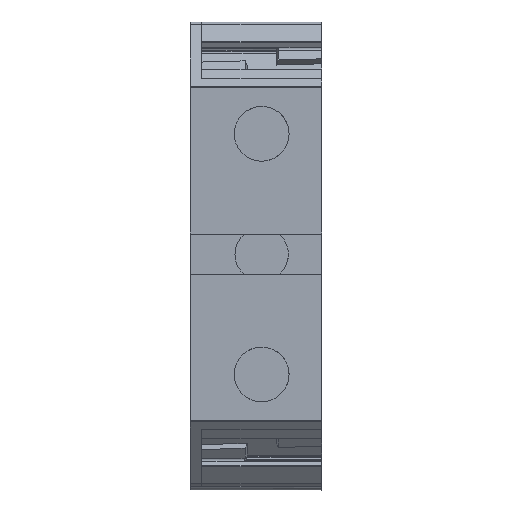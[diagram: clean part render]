
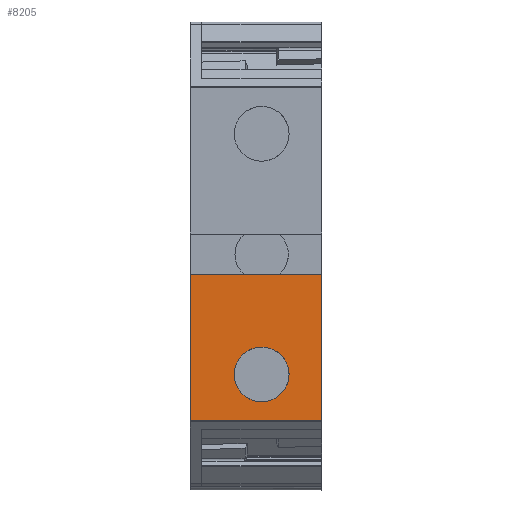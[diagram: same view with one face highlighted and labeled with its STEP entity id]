
A CAD part, top view. The second image highlights one B-rep face of the part: STEP entity #8205.
In plain terms, the highlighted planar face has unit normal (0, 0, 1).
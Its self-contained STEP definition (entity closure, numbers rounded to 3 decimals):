
#8188=AXIS2_PLACEMENT_3D('Plane Axis2P3D',#8185,#8186,#8187) ;
#1951=CARTESIAN_POINT('Control Point',(9.75,19.444,62.2)) ;
#1952=CARTESIAN_POINT('Control Point',(9.161,19.444,62.2)) ;
#1953=CARTESIAN_POINT('Control Point',(8.572,19.329,62.2)) ;
#1954=CARTESIAN_POINT('Control Point',(8.013,19.097,62.2)) ;
#1955=CARTESIAN_POINT('Control Point',(7.017,18.428,62.2)) ;
#1956=CARTESIAN_POINT('Control Point',(6.347,17.431,62.2)) ;
#1957=CARTESIAN_POINT('Control Point',(6.116,16.872,62.2)) ;
#1958=CARTESIAN_POINT('Control Point',(5.884,15.694,62.2)) ;
#1959=CARTESIAN_POINT('Control Point',(6.116,14.516,62.2)) ;
#1960=CARTESIAN_POINT('Control Point',(6.347,13.957,62.2)) ;
#1961=CARTESIAN_POINT('Control Point',(7.017,12.961,62.2)) ;
#1962=CARTESIAN_POINT('Control Point',(8.013,12.291,62.2)) ;
#1963=CARTESIAN_POINT('Control Point',(8.572,12.06,62.2)) ;
#1964=CARTESIAN_POINT('Control Point',(9.161,11.944,62.2)) ;
#1965=CARTESIAN_POINT('Control Point',(9.75,11.944,62.2)) ;
#1966=CARTESIAN_POINT('Vertex',(9.75,19.444,62.2)) ;
#1968=CARTESIAN_POINT('Vertex',(9.75,11.944,62.2)) ;
#1996=CARTESIAN_POINT('Control Point',(9.75,11.944,62.2)) ;
#1997=CARTESIAN_POINT('Control Point',(10.339,11.944,62.2)) ;
#1998=CARTESIAN_POINT('Control Point',(10.928,12.06,62.2)) ;
#1999=CARTESIAN_POINT('Control Point',(11.487,12.291,62.2)) ;
#2000=CARTESIAN_POINT('Control Point',(12.483,12.961,62.2)) ;
#2001=CARTESIAN_POINT('Control Point',(13.153,13.957,62.2)) ;
#2002=CARTESIAN_POINT('Control Point',(13.384,14.516,62.2)) ;
#2003=CARTESIAN_POINT('Control Point',(13.616,15.694,62.2)) ;
#2004=CARTESIAN_POINT('Control Point',(13.384,16.872,62.2)) ;
#2005=CARTESIAN_POINT('Control Point',(13.153,17.431,62.2)) ;
#2006=CARTESIAN_POINT('Control Point',(12.483,18.428,62.2)) ;
#2007=CARTESIAN_POINT('Control Point',(11.487,19.097,62.2)) ;
#2008=CARTESIAN_POINT('Control Point',(10.928,19.329,62.2)) ;
#2009=CARTESIAN_POINT('Control Point',(10.339,19.444,62.2)) ;
#2010=CARTESIAN_POINT('Control Point',(9.75,19.444,62.2)) ;
#3181=CARTESIAN_POINT('Vertex',(0.,9.394,62.2)) ;
#3184=CARTESIAN_POINT('Line Origine',(0.,19.394,62.2)) ;
#3188=CARTESIAN_POINT('Vertex',(0.,29.394,62.2)) ;
#7571=CARTESIAN_POINT('Vertex',(17.95,9.394,62.2)) ;
#7574=CARTESIAN_POINT('Line Origine',(-1.846,9.394,62.2)) ;
#8023=CARTESIAN_POINT('Line Origine',(8.975,29.394,62.2)) ;
#8027=CARTESIAN_POINT('Vertex',(17.95,29.394,62.2)) ;
#8185=CARTESIAN_POINT('Axis2P3D Location',(-0.05,54.894,62.2)) ;
#8190=CARTESIAN_POINT('Line Origine',(17.95,19.394,62.2)) ;
#3185=DIRECTION('Vector Direction',(0.,1.,0.)) ;
#7575=DIRECTION('Vector Direction',(1.,0.,0.)) ;
#8024=DIRECTION('Vector Direction',(-1.,0.,0.)) ;
#8186=DIRECTION('Axis2P3D Direction',(-0.,0.,-1.)) ;
#8187=DIRECTION('Axis2P3D XDirection',(0.,-1.,0.)) ;
#8191=DIRECTION('Vector Direction',(0.,1.,0.)) ;
#3186=VECTOR('Line Direction',#3185,1.) ;
#7576=VECTOR('Line Direction',#7575,1.) ;
#8025=VECTOR('Line Direction',#8024,1.) ;
#8192=VECTOR('Line Direction',#8191,1.) ;
#8196=ORIENTED_EDGE('',*,*,#8194,.T.) ;
#8197=ORIENTED_EDGE('',*,*,#8029,.T.) ;
#8198=ORIENTED_EDGE('',*,*,#3190,.F.) ;
#8199=ORIENTED_EDGE('',*,*,#7578,.T.) ;
#8202=ORIENTED_EDGE('',*,*,#1970,.F.) ;
#8203=ORIENTED_EDGE('',*,*,#2011,.F.) ;
#8204=FACE_BOUND('',#8201,.T.) ;
#8205=ADVANCED_FACE('BREP_WITH_VOIDS #984',(#8200,#8204),#8189,.F.) ;
#1950=B_SPLINE_CURVE_WITH_KNOTS('',5,(#1951,#1952,#1953,#1954,#1955,#1956,#1957,#1958,#1959,#1960,#1961,#1962,#1963,#1964,#1965),.UNSPECIFIED.,.F.,.U.,(6,3,3,3,6),(-5.89,-2.945,0.,2.945,5.89),.UNSPECIFIED.) ;
#1995=B_SPLINE_CURVE_WITH_KNOTS('',5,(#1996,#1997,#1998,#1999,#2000,#2001,#2002,#2003,#2004,#2005,#2006,#2007,#2008,#2009,#2010),.UNSPECIFIED.,.F.,.U.,(6,3,3,3,6),(-5.89,-2.945,0.,2.945,5.89),.UNSPECIFIED.) ;
#1970=EDGE_CURVE('',#1967,#1969,#1950,.T.) ;
#2011=EDGE_CURVE('',#1969,#1967,#1995,.T.) ;
#3190=EDGE_CURVE('',#3182,#3189,#3187,.T.) ;
#7578=EDGE_CURVE('',#3182,#7572,#7577,.T.) ;
#8029=EDGE_CURVE('',#8028,#3189,#8026,.T.) ;
#8194=EDGE_CURVE('',#7572,#8028,#8193,.T.) ;
#8195=EDGE_LOOP('',(#8196,#8197,#8198,#8199)) ;
#8201=EDGE_LOOP('',(#8202,#8203)) ;
#8200=FACE_OUTER_BOUND('',#8195,.T.) ;
#3187=LINE('Line',#3184,#3186) ;
#7577=LINE('Line',#7574,#7576) ;
#8026=LINE('Line',#8023,#8025) ;
#8193=LINE('Line',#8190,#8192) ;
#8189=PLANE('',#8188) ;
#1967=VERTEX_POINT('',#1966) ;
#1969=VERTEX_POINT('',#1968) ;
#3182=VERTEX_POINT('',#3181) ;
#3189=VERTEX_POINT('',#3188) ;
#7572=VERTEX_POINT('',#7571) ;
#8028=VERTEX_POINT('',#8027) ;
